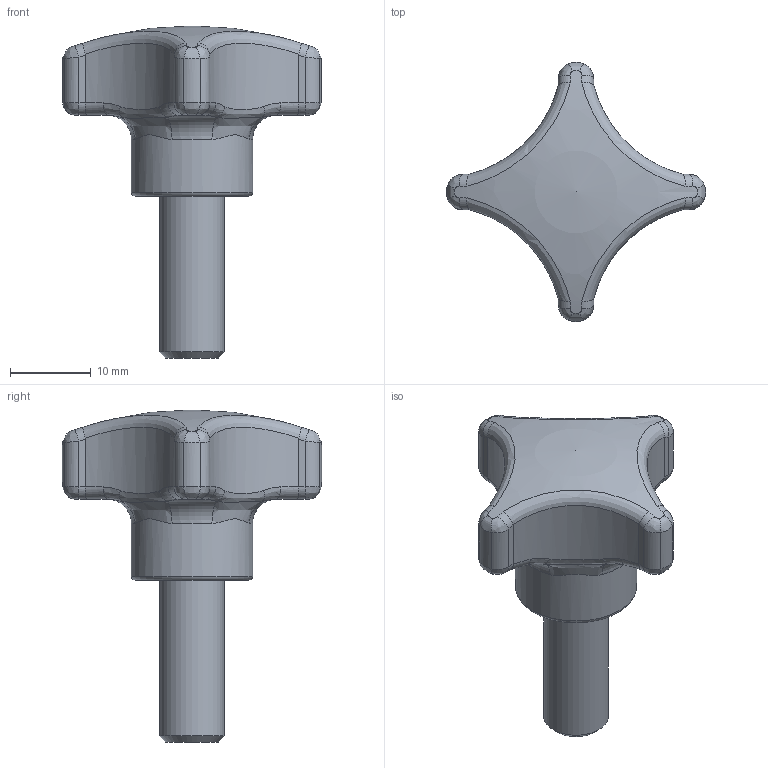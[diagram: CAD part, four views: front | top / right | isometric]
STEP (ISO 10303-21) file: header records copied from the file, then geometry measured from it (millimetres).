
FILE_DESCRIPTION( ( 'Unknown' ), '1' );
FILE_NAME( '7121075_VQP32_M08x20.stp', 'Unknown', ( 'Unknown' ), ( 'Unknown' ), 'PSStep 11.0', 'Unknown', ' ' );
FILE_SCHEMA( ( 'AUTOMOTIVE_DESIGN { 1 0 10303 214 1 1 1 1 }' ) );
Length unit declared in the file: millimetre
Products named in the file (1): 1
Bounding box: 32 x 32 x 41 mm (x, y, z)
Volume: 6879.8 mm3; surface area: 2542.4 mm2
Topology: 1 solids, 1 shells, 107 faces, 258 edges, 153 vertices
Faces by surface type: bspline 44, cylinder 26, torus 21, plane 14, cone 1, sphere 1
Full cylindrical faces by diameter (mm): 8 x1, 15 x1
Entity records: 10104 total; most frequent: CARTESIAN_POINT 7042, ORIENTED_EDGE 498, DIRECTION 418, EDGE_CURVE 249, AXIS2_PLACEMENT_3D 189, VERTEX_POINT 149, CIRCLE 125, EDGE_LOOP 112
